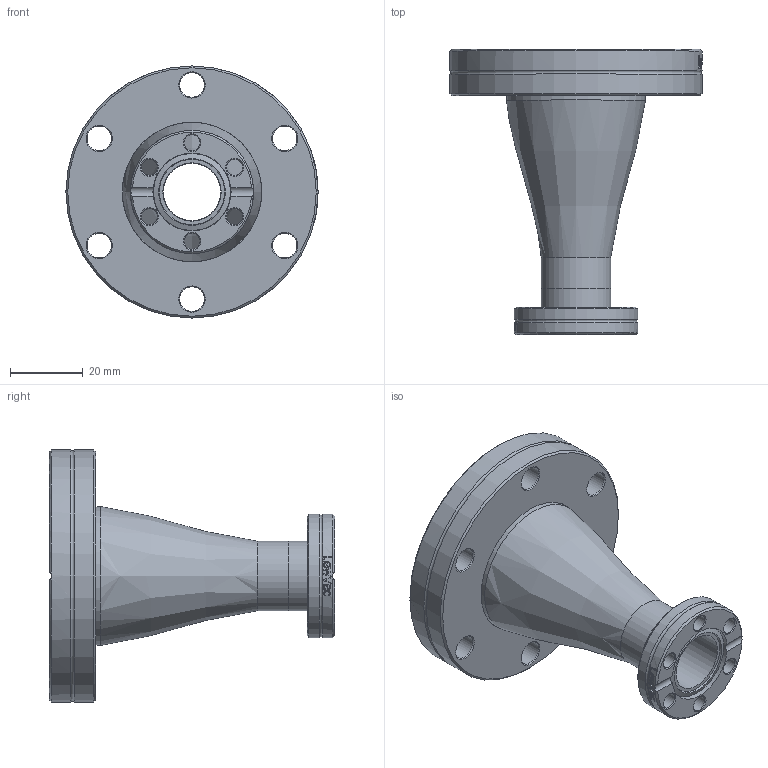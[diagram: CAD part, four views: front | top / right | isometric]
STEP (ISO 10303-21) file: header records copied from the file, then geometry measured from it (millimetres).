
FILE_DESCRIPTION(/* description */ (''),/* implementation_level */ '2;1');
FILE_NAME(/* name */ 'FL-CR40CF-16CF.stp',/* time_stamp */ '2018-01-26T10:13:17+00:00',/* author */ ('paul'),/* organization */ (''),/* preprocessor_version */ 'ST-DEVELOPER v16.13',/* originating_system */ 'Autodesk Inventor 2018',/* authorisation */ '');
FILE_SCHEMA (('AUTOMOTIVE_DESIGN { 1 0 10303 214 3 1 1 }'));
Length unit declared in the file: millimetre
Products named in the file (6): FL-CR40CF-16CF; FL-40CF-38; FL-16CFR-19W; FL-16CF-OUT; FL-16CF-INSPIGOT; DN40-16 cone
Assembly tree (5 placements, depth 3):
  FL-CR40CF-16CF
    FL-40CF-38
    FL-16CFR-19W
      FL-16CF-OUT
      FL-16CF-INSPIGOT
    DN40-16 cone
Bounding box: 69.1 x 78.3 x 69.1 mm (x, y, z)
Volume: 43290.4 mm3; surface area: 26442.5 mm2
Topology: 4 solids, 4 shells, 272 faces, 706 edges, 462 vertices
Faces by surface type: plane 100, bspline 84, cylinder 50, cone 36, torus 2
Full cylindrical faces by diameter (mm): 4.4 x6, 6.7 x6, 15.75 x1, 16 x1, 17 x2, 19 x1, 19.05 x1, 19.2 x1, 21.1 x1, 21.4 x1, 33.8 x2, 34.8 x1, 34.9 x1, 38.1 x1, 38.3 x1, 48.26 x1, 69.1 x2
Entity records: 10975 total; most frequent: CARTESIAN_POINT 4811, ORIENTED_EDGE 1252, DIRECTION 1060, EDGE_CURVE 626, VERTEX_POINT 446, AXIS2_PLACEMENT_3D 419, EDGE_LOOP 388, FACE_OUTER_BOUND 272
